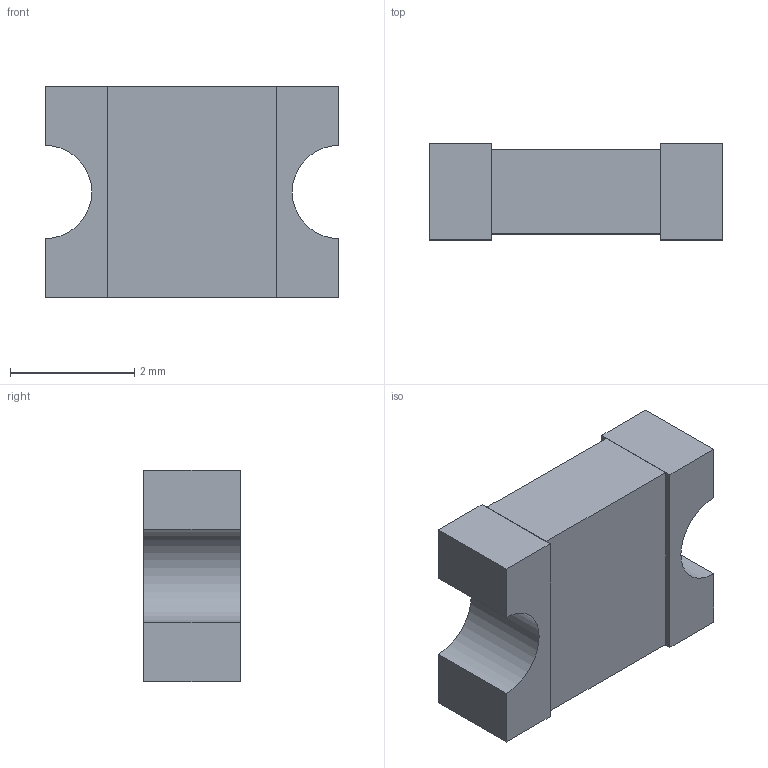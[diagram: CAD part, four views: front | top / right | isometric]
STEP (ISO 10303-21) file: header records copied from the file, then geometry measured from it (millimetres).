
FILE_DESCRIPTION (( 'STEP AP214' ), '1' );
FILE_NAME ('7BE76366-03EA-4E3D-BF8B-60280C7E8C3F.STEP', '2024-03-31T09:45:43', ( '' ), ( '' ), 'SwSTEP 2.0', 'SolidWorks 2022', '' );
FILE_SCHEMA (( 'AUTOMOTIVE_DESIGN' ));
Length unit declared in the file: millimetre
Products named in the file (1): 7BE76366-03EA-4E3D-BF8B-60280C7E8C3F
Bounding box: 4.73 x 1.55 x 3.41 mm (x, y, z)
Volume: 20.3 mm3; surface area: 57.1 mm2
Topology: 1 solids, 1 shells, 285 faces, 779 edges, 519 vertices
Faces by surface type: plane 160, bspline 123, cylinder 2
Entity records: 18306 total; most frequent: CARTESIAN_POINT 8907, ORIENTED_EDGE 1558, DIRECTION 863, EDGE_CURVE 779, VECTOR 529, LINE 529, VERTEX_POINT 519, EDGE_LOOP 308
